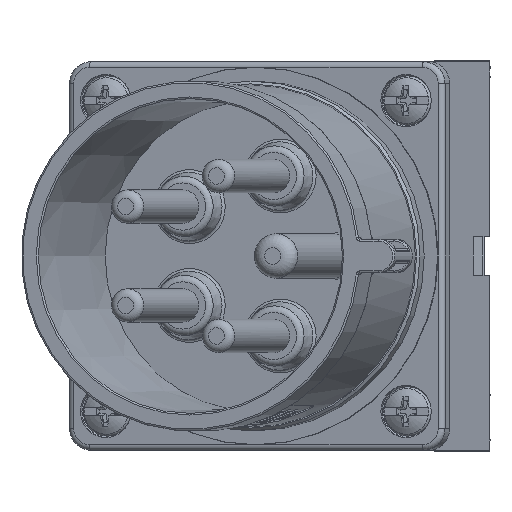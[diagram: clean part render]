
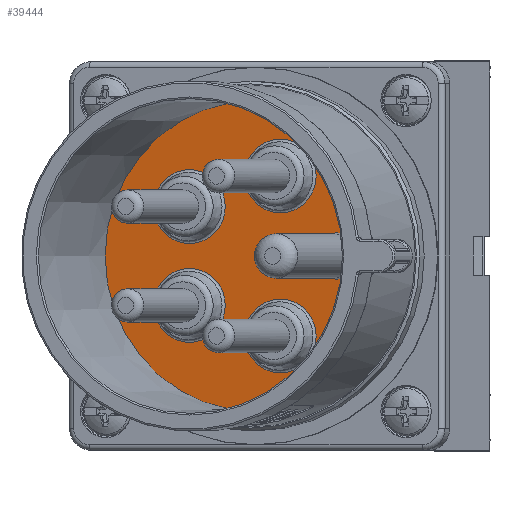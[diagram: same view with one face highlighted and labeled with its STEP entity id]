
A CAD part, left-side view. The second image highlights one B-rep face of the part: STEP entity #39444.
In plain terms, the highlighted planar face has unit normal (-0.966, 0.259, 0).
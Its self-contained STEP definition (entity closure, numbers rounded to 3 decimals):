
#1060 = CIRCLE ( 'NONE', #28329, 6.655 ) ;
#1588 = EDGE_CURVE ( 'NONE', #33702, #33702, #21353, .T. ) ;
#3358 = PLANE ( 'NONE',  #40513 ) ;
#5225 = CARTESIAN_POINT ( 'NONE',  ( -35.6, 4.883, 0. ) ) ;
#6155 = ORIENTED_EDGE ( 'NONE', *, *, #38543, .T. ) ;
#6301 = ORIENTED_EDGE ( 'NONE', *, *, #24827, .T. ) ;
#8523 = CARTESIAN_POINT ( 'NONE',  ( -35.089, 6.789, 14.409 ) ) ;
#8839 = CARTESIAN_POINT ( 'NONE',  ( -30.705, 23.15, -8.905 ) ) ;
#8952 = DIRECTION ( 'NONE',  ( 0.259, 0.966, 0. ) ) ;
#9064 = FACE_BOUND ( 'NONE', #43204, .T. ) ;
#9711 = AXIS2_PLACEMENT_3D ( 'NONE', #48372, #47884, #48170 ) ;
#9918 = AXIS2_PLACEMENT_3D ( 'NONE', #5225, #31481, #8952 ) ;
#10887 = DIRECTION ( 'NONE',  ( 0.966, -0.259, 0. ) ) ;
#12040 = CIRCLE ( 'NONE', #22367, 6.655 ) ;
#12811 = CARTESIAN_POINT ( 'NONE',  ( -35.089, 6.789, -14.409 ) ) ;
#14255 = CARTESIAN_POINT ( 'NONE',  ( -36.811, 0.361, 14.409 ) ) ;
#14552 = DIRECTION ( 'NONE',  ( 0.259, 0.966, 0. ) ) ;
#17950 = DIRECTION ( 'NONE',  ( 0.259, 0.966, 0. ) ) ;
#18100 = CARTESIAN_POINT ( 'NONE',  ( -35.6, 4.883, 0. ) ) ;
#18439 = CIRCLE ( 'NONE', #28083, 6.655 ) ;
#18970 = FACE_BOUND ( 'NONE', #30863, .T. ) ;
#20001 = DIRECTION ( 'NONE',  ( 0.966, -0.259, 0. ) ) ;
#21353 = CIRCLE ( 'NONE', #9711, 4.181 ) ;
#21355 = FACE_BOUND ( 'NONE', #24499, .T. ) ;
#21976 = DIRECTION ( 'NONE',  ( 0.966, -0.259, 0. ) ) ;
#22367 = AXIS2_PLACEMENT_3D ( 'NONE', #33446, #10887, #37253 ) ;
#23078 = CARTESIAN_POINT ( 'NONE',  ( -40.603, -13.79, 0. ) ) ;
#24295 = EDGE_CURVE ( 'NONE', #25349, #25349, #43945, .T. ) ;
#24499 = EDGE_LOOP ( 'NONE', ( #6301 ) ) ;
#24730 = VERTEX_POINT ( 'NONE', #12811 ) ;
#24827 = EDGE_CURVE ( 'NONE', #44245, #44245, #1060, .T. ) ;
#25349 = VERTEX_POINT ( 'NONE', #27189 ) ;
#25397 = CIRCLE ( 'NONE', #9918, 28. ) ;
#25600 = ORIENTED_EDGE ( 'NONE', *, *, #1588, .F. ) ;
#26140 = ORIENTED_EDGE ( 'NONE', *, *, #47021, .T. ) ;
#26521 = ORIENTED_EDGE ( 'NONE', *, *, #48292, .F. ) ;
#27189 = CARTESIAN_POINT ( 'NONE',  ( -30.705, 23.15, 8.905 ) ) ;
#27811 = FACE_BOUND ( 'NONE', #39822, .T. ) ;
#28083 = AXIS2_PLACEMENT_3D ( 'NONE', #42634, #20001, #46385 ) ;
#28269 = VERTEX_POINT ( 'NONE', #8839 ) ;
#28329 = AXIS2_PLACEMENT_3D ( 'NONE', #14255, #40636, #17950 ) ;
#30863 = EDGE_LOOP ( 'NONE', ( #6155 ) ) ;
#31481 = DIRECTION ( 'NONE',  ( 0.966, -0.259, 0. ) ) ;
#33446 = CARTESIAN_POINT ( 'NONE',  ( -36.811, 0.361, -14.409 ) ) ;
#33702 = VERTEX_POINT ( 'NONE', #23078 ) ;
#37151 = DIRECTION ( 'NONE',  ( 0.966, -0.259, 0. ) ) ;
#37253 = DIRECTION ( 'NONE',  ( 0.259, 0.966, 0. ) ) ;
#37478 = ORIENTED_EDGE ( 'NONE', *, *, #24295, .T. ) ;
#37894 = AXIS2_PLACEMENT_3D ( 'NONE', #44584, #21976, #48318 ) ;
#37942 = FACE_OUTER_BOUND ( 'NONE', #47434, .T. ) ;
#38479 = EDGE_LOOP ( 'NONE', ( #26140 ) ) ;
#38543 = EDGE_CURVE ( 'NONE', #28269, #28269, #18439, .T. ) ;
#39444 = ADVANCED_FACE ( 'NONE', ( #21355, #47842, #18970, #9064, #37942, #27811 ), #3358, .F. ) ;
#39822 = EDGE_LOOP ( 'NONE', ( #25600 ) ) ;
#40513 = AXIS2_PLACEMENT_3D ( 'NONE', #18100, #37151, #14552 ) ;
#40636 = DIRECTION ( 'NONE',  ( 0.966, -0.259, 0. ) ) ;
#42634 = CARTESIAN_POINT ( 'NONE',  ( -32.427, 16.722, -8.905 ) ) ;
#42896 = CARTESIAN_POINT ( 'NONE',  ( -28.353, 31.929, 0. ) ) ;
#43204 = EDGE_LOOP ( 'NONE', ( #37478 ) ) ;
#43656 = VERTEX_POINT ( 'NONE', #42896 ) ;
#43945 = CIRCLE ( 'NONE', #37894, 6.655 ) ;
#44245 = VERTEX_POINT ( 'NONE', #8523 ) ;
#44584 = CARTESIAN_POINT ( 'NONE',  ( -32.427, 16.722, 8.905 ) ) ;
#46385 = DIRECTION ( 'NONE',  ( 0.259, 0.966, 0. ) ) ;
#47021 = EDGE_CURVE ( 'NONE', #24730, #24730, #12040, .T. ) ;
#47434 = EDGE_LOOP ( 'NONE', ( #26521 ) ) ;
#47842 = FACE_BOUND ( 'NONE', #38479, .T. ) ;
#47884 = DIRECTION ( 'NONE',  ( -0.966, 0.259, 0. ) ) ;
#48170 = DIRECTION ( 'NONE',  ( -0.259, -0.966, 0. ) ) ;
#48292 = EDGE_CURVE ( 'NONE', #43656, #43656, #25397, .T. ) ;
#48318 = DIRECTION ( 'NONE',  ( 0.259, 0.966, 0. ) ) ;
#48372 = CARTESIAN_POINT ( 'NONE',  ( -39.521, -9.751, 0. ) ) ;
